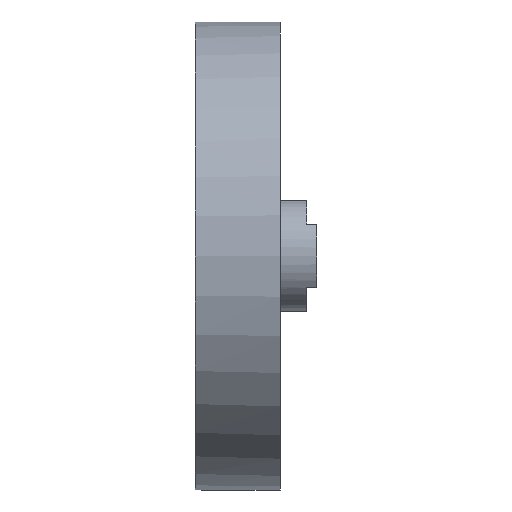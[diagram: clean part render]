
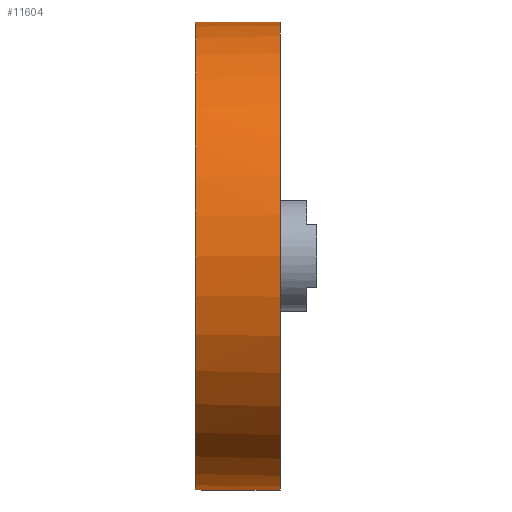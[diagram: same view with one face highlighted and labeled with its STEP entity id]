
A CAD part, left-side view. The second image highlights one B-rep face of the part: STEP entity #11604.
In plain terms, the highlighted cylindrical face has radius 34.95 mm (diameter 69.9 mm), a partial arc.
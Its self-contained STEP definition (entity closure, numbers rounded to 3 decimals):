
#175 = VECTOR ( 'NONE', #10203, 1000. ) ;
#224 = CARTESIAN_POINT ( 'NONE',  ( -1., -0.132, -34.936 ) ) ;
#414 = VERTEX_POINT ( 'NONE', #6539 ) ;
#717 = DIRECTION ( 'NONE',  ( 0., 0., 1. ) ) ;
#962 = ORIENTED_EDGE ( 'NONE', *, *, #2976, .F. ) ;
#1138 = CARTESIAN_POINT ( 'NONE',  ( -0.874, -0.504, -34.939 ) ) ;
#1201 = ORIENTED_EDGE ( 'NONE', *, *, #7050, .T. ) ;
#1323 = VERTEX_POINT ( 'NONE', #12061 ) ;
#1431 = CARTESIAN_POINT ( 'NONE',  ( 0., -12.7, 34.95 ) ) ;
#1629 = CARTESIAN_POINT ( 'NONE',  ( -0.799, -0.615, 34.941 ) ) ;
#1686 = EDGE_CURVE ( 'NONE', #5349, #6922, #8569, .T. ) ;
#2149 = CARTESIAN_POINT ( 'NONE',  ( 0., -12.7, 0. ) ) ;
#2432 = DIRECTION ( 'NONE',  ( 0., 1., 0. ) ) ;
#2976 = EDGE_CURVE ( 'NONE', #12043, #414, #10667, .T. ) ;
#3004 = CARTESIAN_POINT ( 'NONE',  ( 0., -1., -34.95 ) ) ;
#3118 = CARTESIAN_POINT ( 'NONE',  ( -1., 0., 34.936 ) ) ;
#3528 = CARTESIAN_POINT ( 'NONE',  ( -0.262, -0.974, 34.949 ) ) ;
#3617 = DIRECTION ( 'NONE',  ( 0., 0., 1. ) ) ;
#3822 = CARTESIAN_POINT ( 'NONE',  ( -1., 0., -34.936 ) ) ;
#4105 = AXIS2_PLACEMENT_3D ( 'NONE', #2149, #5158, #7940 ) ;
#4160 = LINE ( 'NONE', #4507, #175 ) ;
#4490 = CARTESIAN_POINT ( 'NONE',  ( -0.13, -1., 34.95 ) ) ;
#4507 = CARTESIAN_POINT ( 'NONE',  ( 0., -12.7, 34.95 ) ) ;
#4518 = DIRECTION ( 'NONE',  ( 0., 1., 0. ) ) ;
#4597 = EDGE_CURVE ( 'NONE', #5349, #10019, #4892, .T. ) ;
#4718 = AXIS2_PLACEMENT_3D ( 'NONE', #12150, #4518, #3617 ) ;
#4778 = CARTESIAN_POINT ( 'NONE',  ( -0.974, -0.262, -34.936 ) ) ;
#4892 = LINE ( 'NONE', #10415, #6089 ) ;
#5158 = DIRECTION ( 'NONE',  ( 0., 1., 0. ) ) ;
#5349 = VERTEX_POINT ( 'NONE', #7840 ) ;
#5412 = CARTESIAN_POINT ( 'NONE',  ( -1., -0.132, 34.936 ) ) ;
#6089 = VECTOR ( 'NONE', #9435, 1000. ) ;
#6215 = CARTESIAN_POINT ( 'NONE',  ( -0.974, -0.262, 34.936 ) ) ;
#6539 = CARTESIAN_POINT ( 'NONE',  ( 0., -1., 34.95 ) ) ;
#6748 = ORIENTED_EDGE ( 'NONE', *, *, #8838, .T. ) ;
#6847 = CARTESIAN_POINT ( 'NONE',  ( -0.262, -0.974, -34.949 ) ) ;
#6867 = CYLINDRICAL_SURFACE ( 'NONE', #4105, 34.95 ) ;
#6922 = VERTEX_POINT ( 'NONE', #1431 ) ;
#7050 = EDGE_CURVE ( 'NONE', #6922, #414, #4160, .T. ) ;
#7537 = ORIENTED_EDGE ( 'NONE', *, *, #4597, .F. ) ;
#7840 = CARTESIAN_POINT ( 'NONE',  ( 0., -12.7, -34.95 ) ) ;
#7940 = DIRECTION ( 'NONE',  ( 0., 0., 1. ) ) ;
#8100 = CARTESIAN_POINT ( 'NONE',  ( -1., 0., 34.936 ) ) ;
#8239 = CARTESIAN_POINT ( 'NONE',  ( -0.615, -0.8, 34.945 ) ) ;
#8470 = FACE_OUTER_BOUND ( 'NONE', #11252, .T. ) ;
#8569 = CIRCLE ( 'NONE', #4718, 34.95 ) ;
#8611 = CARTESIAN_POINT ( 'NONE',  ( -0.799, -0.615, -34.941 ) ) ;
#8838 = EDGE_CURVE ( 'NONE', #1323, #10019, #11609, .T. ) ;
#8977 = CARTESIAN_POINT ( 'NONE',  ( 0., 0., 0. ) ) ;
#9007 = AXIS2_PLACEMENT_3D ( 'NONE', #8977, #2432, #717 ) ;
#9177 = ORIENTED_EDGE ( 'NONE', *, *, #1686, .T. ) ;
#9207 = CARTESIAN_POINT ( 'NONE',  ( -0.503, -0.874, 34.947 ) ) ;
#9388 = CIRCLE ( 'NONE', #9007, 34.95 ) ;
#9435 = DIRECTION ( 'NONE',  ( 0., 1., 0. ) ) ;
#9601 = CARTESIAN_POINT ( 'NONE',  ( -0.13, -1., -34.95 ) ) ;
#10019 = VERTEX_POINT ( 'NONE', #11434 ) ;
#10081 = ORIENTED_EDGE ( 'NONE', *, *, #10358, .F. ) ;
#10203 = DIRECTION ( 'NONE',  ( 0., 1., 0. ) ) ;
#10358 = EDGE_CURVE ( 'NONE', #1323, #12043, #9388, .T. ) ;
#10415 = CARTESIAN_POINT ( 'NONE',  ( 0., -12.7, -34.95 ) ) ;
#10543 = CARTESIAN_POINT ( 'NONE',  ( -0.615, -0.8, -34.945 ) ) ;
#10667 = B_SPLINE_CURVE_WITH_KNOTS ( 'NONE', 3,
 ( #8100, #5412, #6215, #12045, #1629, #8239, #9207, #3528, #4490, #12085 ),
 .UNSPECIFIED., .F., .F.,
 ( 4, 2, 2, 2, 4 ),
 ( 0., 0., 0.001, 0.001, 0.002 ),
 .UNSPECIFIED. ) ;
#11252 = EDGE_LOOP ( 'NONE', ( #7537, #9177, #1201, #962, #10081, #6748 ) ) ;
#11434 = CARTESIAN_POINT ( 'NONE',  ( 0., -1., -34.95 ) ) ;
#11478 = CARTESIAN_POINT ( 'NONE',  ( -0.503, -0.874, -34.947 ) ) ;
#11604 = ADVANCED_FACE ( 'NONE', ( #8470 ), #6867, .T. ) ;
#11609 = B_SPLINE_CURVE_WITH_KNOTS ( 'NONE', 3,
 ( #3822, #224, #4778, #1138, #8611, #10543, #11478, #6847, #9601, #3004 ),
 .UNSPECIFIED., .F., .F.,
 ( 4, 2, 2, 2, 4 ),
 ( 0., 0., 0.001, 0.001, 0.002 ),
 .UNSPECIFIED. ) ;
#12043 = VERTEX_POINT ( 'NONE', #3118 ) ;
#12045 = CARTESIAN_POINT ( 'NONE',  ( -0.874, -0.504, 34.939 ) ) ;
#12061 = CARTESIAN_POINT ( 'NONE',  ( -1., 0., -34.936 ) ) ;
#12085 = CARTESIAN_POINT ( 'NONE',  ( 0., -1., 34.95 ) ) ;
#12150 = CARTESIAN_POINT ( 'NONE',  ( 0., -12.7, 0. ) ) ;
